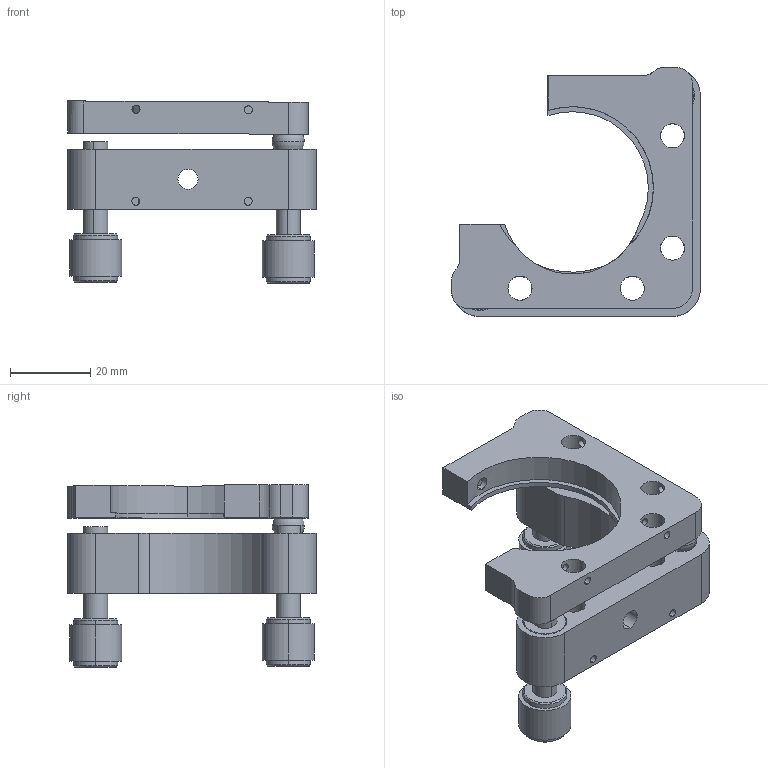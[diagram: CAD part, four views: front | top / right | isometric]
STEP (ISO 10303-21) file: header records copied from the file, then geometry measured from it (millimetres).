
FILE_DESCRIPTION (( 'STEP AP203' ), '1' );
FILE_NAME ('GCM-082317M 俋倰芞.STEP', '2016-12-26T06:13:02', ( 'Lxtx999.CoM' ), ( 'Lxtx999.CoM' ), 'SwSTEP 2.0', 'SolidWorks 2012', '' );
FILE_SCHEMA (( 'CONFIG_CONTROL_DESIGN' ));
Length unit declared in the file: centimetre
Products named in the file (1): GCM-082317M 俋倰芞
Bounding box: 62 x 62 x 45.4 mm (x, y, z)
Surface area: 17910.5 mm2 (no closed solid volume)
Topology: 0 solids, 13 shells, 186 faces, 515 edges, 341 vertices
Faces by surface type: cylinder 118, plane 46, cone 20, sphere 2
Entity records: 6689 total; most frequent: CARTESIAN_POINT 1703, DIRECTION 1082, ORIENTED_EDGE 940, EDGE_CURVE 506, AXIS2_PLACEMENT_3D 433, VERTEX_POINT 338, EDGE_LOOP 250, CIRCLE 246
